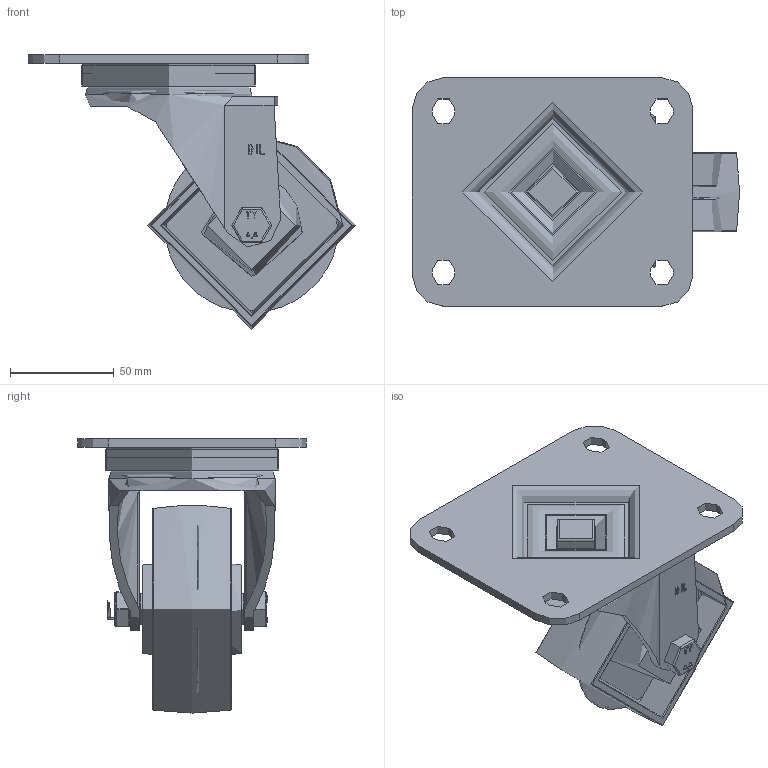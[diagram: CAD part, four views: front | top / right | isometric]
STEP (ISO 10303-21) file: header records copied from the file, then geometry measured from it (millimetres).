
FILE_DESCRIPTION(/* description */ (''),/* implementation_level */ '2;1');
FILE_NAME(/* name */ 'BZPH100CI.step',/* time_stamp */ '2025-05-28T11:48:14+01:00',/* author */ (''),/* organization */ (''),/* preprocessor_version */ 'ST-DEVELOPER v20.1',/* originating_system */ 'Autodesk Translation Framework v14.10.0.0',/* authorisation */ '');
FILE_SCHEMA (('AUTOMOTIVE_DESIGN { 1 0 10303 214 3 1 1 }'));
Length unit declared in the file: millimetre
Products named in the file (15): BZPH100CI; BZPH100AS v1; ZINC PLATED, PRESSED STEEL TOP PLATE; ZINC PLATED, PRESSED STEEL FORKS; BEARING SEAL; BZH100WCI v1; CAST IRON WHEEL; CAST IRON WHEEL Geometry; GREASE NIPPLE; TUBEM15X50 v1; ZINC PLATED AXLE TUBE; HEXBOLTM10X70Z8.8 v2; GRADE 8.8 THREADED ZINC PLATED BOLT; NM10GR8FULLZHT v1; ZINC PLATED NUT
Assembly tree (14 placements, depth 4):
  BZPH100CI
    BZPH100AS v1
      ZINC PLATED, PRESSED STEEL TOP PLATE
      ZINC PLATED, PRESSED STEEL FORKS
      BEARING SEAL
    BZH100WCI v1
      CAST IRON WHEEL
        CAST IRON WHEEL Geometry
        GREASE NIPPLE
    TUBEM15X50 v1
      ZINC PLATED AXLE TUBE
    HEXBOLTM10X70Z8.8 v2
      GRADE 8.8 THREADED ZINC PLATED BOLT
    NM10GR8FULLZHT v1
      ZINC PLATED NUT
Bounding box: 157.5 x 110 x 132 mm (x, y, z)
Volume: 322536.7 mm3; surface area: 125390.3 mm2
Topology: 9 solids, 9 shells, 397 faces, 961 edges, 615 vertices
Faces by surface type: plane 179, cylinder 98, bspline 71, torus 26, sphere 13, cone 10
Full cylindrical faces by diameter (mm): 4 x1, 8.141 x18, 9.85 x19, 10 x2, 10.2 x2, 10.5 x1, 15 x1, 15.2 x1, 16 x1, 21 x1, 25 x1, 26 x1, 28 x2, 32 x1, 51 x2, 72 x1, 80 x1, 82.5 x2, 83.5 x1
Entity records: 22208 total; most frequent: CARTESIAN_POINT 12885, ORIENTED_EDGE 1920, DIRECTION 1710, EDGE_CURVE 960, AXIS2_PLACEMENT_3D 630, VERTEX_POINT 615, EDGE_LOOP 455, LINE 450
